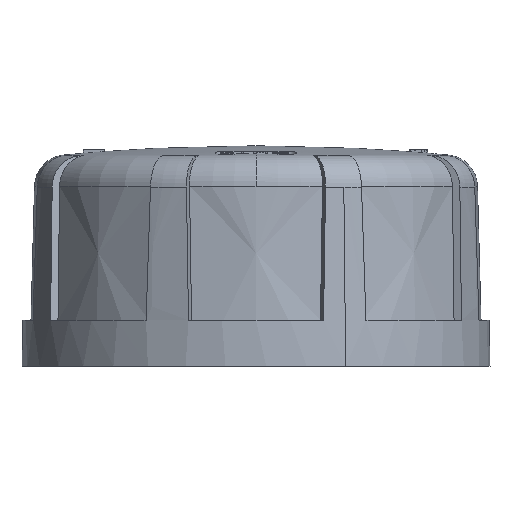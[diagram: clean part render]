
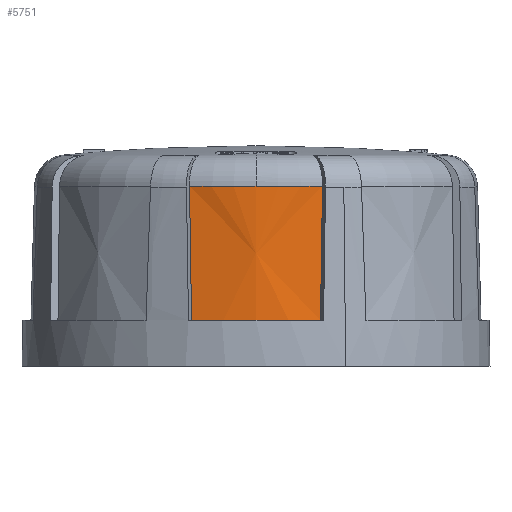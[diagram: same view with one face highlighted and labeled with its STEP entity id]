
A CAD part, front view. The second image highlights one B-rep face of the part: STEP entity #5751.
In plain terms, the highlighted conical face has half-angle 1.5 degrees and reference radius 24.5 mm.
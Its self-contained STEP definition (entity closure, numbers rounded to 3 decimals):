
#193 = DIRECTION ( 'NONE',  ( 0., 1., 0. ) ) ;
#280 = CARTESIAN_POINT ( 'NONE',  ( -64.851, -34.158, 5. ) ) ;
#310 = DIRECTION ( 'NONE',  ( 0., 0., -1. ) ) ;
#870 = B_SPLINE_CURVE_WITH_KNOTS ( 'NONE', 3,
 ( #5031, #3125, #7002, #8141 ),
 .UNSPECIFIED., .F., .F.,
 ( 4, 4 ),
 ( 0., 1. ),
 .UNSPECIFIED. ) ;
#930 = EDGE_CURVE ( 'NONE', #9569, #6591, #870, .T. ) ;
#1283 = ORIENTED_EDGE ( 'NONE', *, *, #5062, .T. ) ;
#1376 = VERTEX_POINT ( 'NONE', #7873 ) ;
#1377 = CARTESIAN_POINT ( 'NONE',  ( -57.834, -57.632, 5. ) ) ;
#1378 = CIRCLE ( 'NONE', #7074, 24.118 ) ;
#1748 = ORIENTED_EDGE ( 'NONE', *, *, #5457, .T. ) ;
#1756 = CIRCLE ( 'NONE', #8869, 24.5 ) ;
#1771 = B_SPLINE_CURVE_WITH_KNOTS ( 'NONE', 3,
 ( #9195, #11175, #10405, #4382 ),
 .UNSPECIFIED., .F., .F.,
 ( 4, 4 ),
 ( 0., 1. ),
 .UNSPECIFIED. ) ;
#3021 = AXIS2_PLACEMENT_3D ( 'NONE', #280, #3031, #5007 ) ;
#3031 = DIRECTION ( 'NONE',  ( 0., 0., -1. ) ) ;
#3125 = CARTESIAN_POINT ( 'NONE',  ( -57.687, -57.321, 14.731 ) ) ;
#3313 = CARTESIAN_POINT ( 'NONE',  ( -64.851, -34.158, 19.596 ) ) ;
#3431 = EDGE_CURVE ( 'NONE', #1376, #6591, #1756, .T. ) ;
#3916 = AXIS2_PLACEMENT_3D ( 'NONE', #3313, #6479, #9204 ) ;
#4382 = CARTESIAN_POINT ( 'NONE',  ( -71.869, -57.632, 5. ) ) ;
#5007 = DIRECTION ( 'NONE',  ( -0.383, 0.924, 0. ) ) ;
#5031 = CARTESIAN_POINT ( 'NONE',  ( -57.614, -57.165, 19.596 ) ) ;
#5062 = EDGE_CURVE ( 'NONE', #11226, #12553, #1378, .T. ) ;
#5457 = EDGE_CURVE ( 'NONE', #12553, #1376, #1771, .T. ) ;
#5751 = ADVANCED_FACE ( 'NONE', ( #9769 ), #12361, .T. ) ;
#5960 = EDGE_LOOP ( 'NONE', ( #9492, #6048, #1283, #1748, #12056 ) ) ;
#6048 = ORIENTED_EDGE ( 'NONE', *, *, #8726, .T. ) ;
#6479 = DIRECTION ( 'NONE',  ( 0., 0., -1. ) ) ;
#6591 = VERTEX_POINT ( 'NONE', #1377 ) ;
#6812 = CARTESIAN_POINT ( 'NONE',  ( -57.614, -57.165, 19.596 ) ) ;
#7002 = CARTESIAN_POINT ( 'NONE',  ( -57.761, -57.477, 9.865 ) ) ;
#7074 = AXIS2_PLACEMENT_3D ( 'NONE', #9924, #310, #193 ) ;
#7873 = CARTESIAN_POINT ( 'NONE',  ( -71.869, -57.632, 5. ) ) ;
#7996 = DIRECTION ( 'NONE',  ( 0., 0., 1. ) ) ;
#8141 = CARTESIAN_POINT ( 'NONE',  ( -57.834, -57.632, 5. ) ) ;
#8557 = CIRCLE ( 'NONE', #3916, 24.118 ) ;
#8589 = CARTESIAN_POINT ( 'NONE',  ( -72.089, -57.165, 19.596 ) ) ;
#8726 = EDGE_CURVE ( 'NONE', #9569, #11226, #8557, .T. ) ;
#8869 = AXIS2_PLACEMENT_3D ( 'NONE', #10149, #7996, #11932 ) ;
#9195 = CARTESIAN_POINT ( 'NONE',  ( -72.089, -57.165, 19.596 ) ) ;
#9204 = DIRECTION ( 'NONE',  ( 0., 1., 0. ) ) ;
#9492 = ORIENTED_EDGE ( 'NONE', *, *, #930, .F. ) ;
#9569 = VERTEX_POINT ( 'NONE', #6812 ) ;
#9769 = FACE_OUTER_BOUND ( 'NONE', #5960, .T. ) ;
#9823 = CARTESIAN_POINT ( 'NONE',  ( -64.851, -58.276, 19.596 ) ) ;
#9924 = CARTESIAN_POINT ( 'NONE',  ( -64.851, -34.158, 19.596 ) ) ;
#10149 = CARTESIAN_POINT ( 'NONE',  ( -64.851, -34.158, 5. ) ) ;
#10405 = CARTESIAN_POINT ( 'NONE',  ( -71.942, -57.477, 9.865 ) ) ;
#11175 = CARTESIAN_POINT ( 'NONE',  ( -72.016, -57.321, 14.731 ) ) ;
#11226 = VERTEX_POINT ( 'NONE', #9823 ) ;
#11932 = DIRECTION ( 'NONE',  ( 0., 1., 0. ) ) ;
#12056 = ORIENTED_EDGE ( 'NONE', *, *, #3431, .T. ) ;
#12361 = CONICAL_SURFACE ( 'NONE', #3021, 24.5, 0.026 ) ;
#12553 = VERTEX_POINT ( 'NONE', #8589 ) ;
